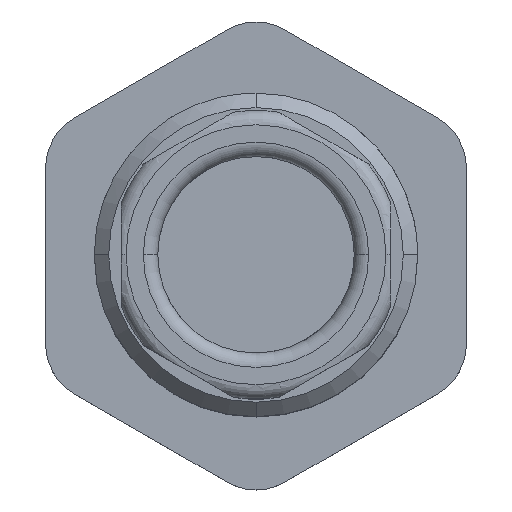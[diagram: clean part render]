
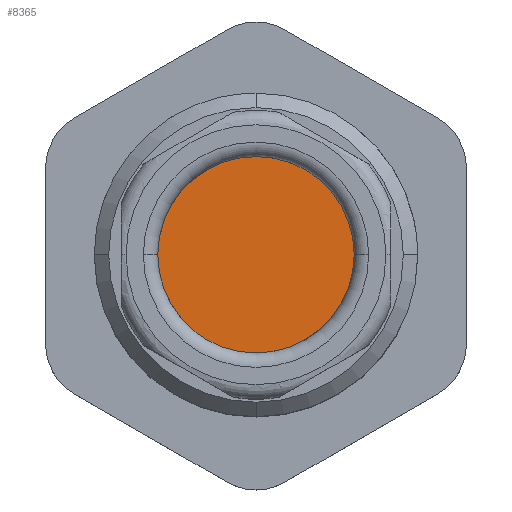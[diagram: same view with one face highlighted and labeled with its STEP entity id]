
A CAD part, top view. The second image highlights one B-rep face of the part: STEP entity #8365.
In plain terms, the highlighted planar face has unit normal (0, 0, 1).
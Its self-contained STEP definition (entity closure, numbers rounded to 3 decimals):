
#8359=AXIS2_PLACEMENT_3D('Plane Axis2P3D',#8356,#8357,#8358) ;
#8283=CARTESIAN_POINT('Vertex',(5.825,12.151,48.)) ;
#8290=CARTESIAN_POINT('Vertex',(16.025,12.151,48.)) ;
#8294=CARTESIAN_POINT('Control Point',(5.825,12.151,48.)) ;
#8295=CARTESIAN_POINT('Control Point',(5.825,11.35,48.)) ;
#8296=CARTESIAN_POINT('Control Point',(5.982,10.549,48.)) ;
#8297=CARTESIAN_POINT('Control Point',(6.297,9.789,48.)) ;
#8298=CARTESIAN_POINT('Control Point',(7.208,8.434,48.)) ;
#8299=CARTESIAN_POINT('Control Point',(8.563,7.523,48.)) ;
#8300=CARTESIAN_POINT('Control Point',(9.323,7.208,48.)) ;
#8301=CARTESIAN_POINT('Control Point',(10.925,6.894,48.)) ;
#8302=CARTESIAN_POINT('Control Point',(12.527,7.208,48.)) ;
#8303=CARTESIAN_POINT('Control Point',(13.287,7.523,48.)) ;
#8304=CARTESIAN_POINT('Control Point',(14.642,8.434,48.)) ;
#8305=CARTESIAN_POINT('Control Point',(15.553,9.789,48.)) ;
#8306=CARTESIAN_POINT('Control Point',(15.868,10.549,48.)) ;
#8307=CARTESIAN_POINT('Control Point',(16.025,11.35,48.)) ;
#8308=CARTESIAN_POINT('Control Point',(16.025,12.151,48.)) ;
#8333=CARTESIAN_POINT('Control Point',(16.025,12.151,48.)) ;
#8334=CARTESIAN_POINT('Control Point',(16.025,12.952,48.)) ;
#8335=CARTESIAN_POINT('Control Point',(15.868,13.753,48.)) ;
#8336=CARTESIAN_POINT('Control Point',(15.553,14.513,48.)) ;
#8337=CARTESIAN_POINT('Control Point',(14.642,15.868,48.)) ;
#8338=CARTESIAN_POINT('Control Point',(13.287,16.779,48.)) ;
#8339=CARTESIAN_POINT('Control Point',(12.527,17.094,48.)) ;
#8340=CARTESIAN_POINT('Control Point',(10.925,17.408,48.)) ;
#8341=CARTESIAN_POINT('Control Point',(9.323,17.094,48.)) ;
#8342=CARTESIAN_POINT('Control Point',(8.563,16.779,48.)) ;
#8343=CARTESIAN_POINT('Control Point',(7.208,15.868,48.)) ;
#8344=CARTESIAN_POINT('Control Point',(6.297,14.513,48.)) ;
#8345=CARTESIAN_POINT('Control Point',(5.982,13.753,48.)) ;
#8346=CARTESIAN_POINT('Control Point',(5.825,12.952,48.)) ;
#8347=CARTESIAN_POINT('Control Point',(5.825,12.151,48.)) ;
#8356=CARTESIAN_POINT('Axis2P3D Location',(10.925,12.151,48.)) ;
#8357=DIRECTION('Axis2P3D Direction',(0.,0.,1.)) ;
#8358=DIRECTION('Axis2P3D XDirection',(-1.,0.,0.)) ;
#8362=ORIENTED_EDGE('',*,*,#8348,.T.) ;
#8363=ORIENTED_EDGE('',*,*,#8309,.T.) ;
#8365=ADVANCED_FACE('MANIFOLD_SOLID_BREP #30111',(#8364),#8360,.T.) ;
#8293=B_SPLINE_CURVE_WITH_KNOTS('',5,(#8294,#8295,#8296,#8297,#8298,#8299,#8300,#8301,#8302,#8303,#8304,#8305,#8306,#8307,#8308),.UNSPECIFIED.,.F.,.U.,(6,3,3,3,6),(-8.011,-4.006,0.,4.006,8.011),.UNSPECIFIED.) ;
#8332=B_SPLINE_CURVE_WITH_KNOTS('',5,(#8333,#8334,#8335,#8336,#8337,#8338,#8339,#8340,#8341,#8342,#8343,#8344,#8345,#8346,#8347),.UNSPECIFIED.,.F.,.U.,(6,3,3,3,6),(-8.011,-4.006,0.,4.006,8.011),.UNSPECIFIED.) ;
#8309=EDGE_CURVE('',#8284,#8291,#8293,.T.) ;
#8348=EDGE_CURVE('',#8291,#8284,#8332,.T.) ;
#8361=EDGE_LOOP('',(#8362,#8363)) ;
#8364=FACE_OUTER_BOUND('',#8361,.T.) ;
#8360=PLANE('',#8359) ;
#8284=VERTEX_POINT('',#8283) ;
#8291=VERTEX_POINT('',#8290) ;
